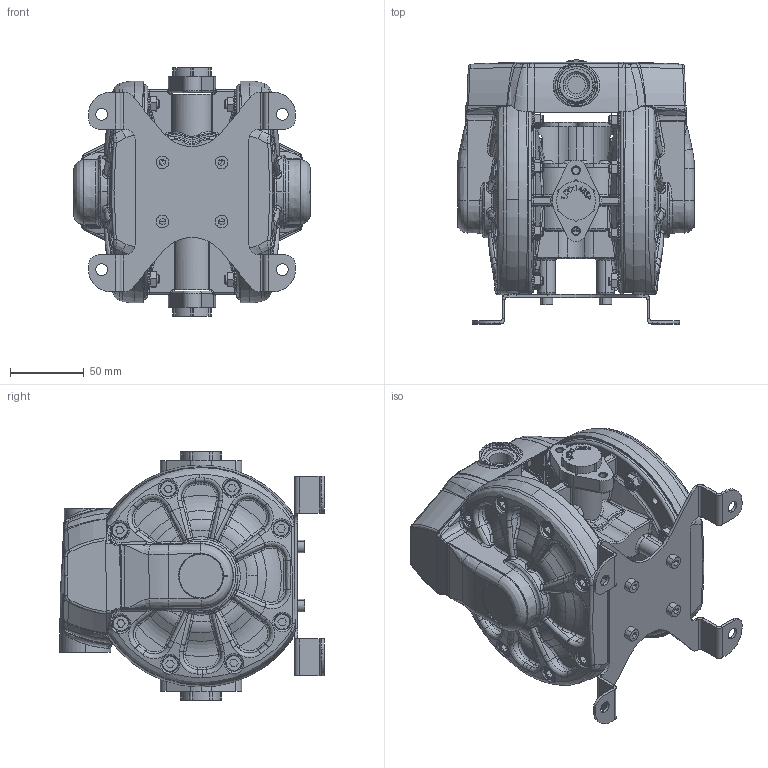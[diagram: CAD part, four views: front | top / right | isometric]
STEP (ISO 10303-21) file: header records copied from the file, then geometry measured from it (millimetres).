
FILE_DESCRIPTION (( 'STEP AP214' ), '1' );
FILE_NAME ('DF50-Inoxidable.STEP', '2019-11-08T10:30:35', ( '' ), ( '' ), 'SwSTEP 2.0', 'SolidWorks 2019', '' );
FILE_SCHEMA (( 'AUTOMOTIVE_DESIGN' ));
Length unit declared in the file: millimetre
Products named in the file (1): DF50-Inoxidable
Bounding box: 160.6 x 178.7 x 168.6 mm (x, y, z)
Surface area: 220800.5 mm2 (no closed solid volume)
Topology: 0 solids, 118 shells, 2467 faces, 7639 edges, 5193 vertices
Faces by surface type: bspline 823, plane 622, cylinder 446, torus 269, cone 243, sphere 64
Entity records: 153504 total; most frequent: CARTESIAN_POINT 66638, ORIENTED_EDGE 12704, DIRECTION 10760, EDGE_CURVE 7639, VERTEX_POINT 5193, AXIS2_PLACEMENT_3D 4298, EDGE_LOOP 2717, CIRCLE 2653
